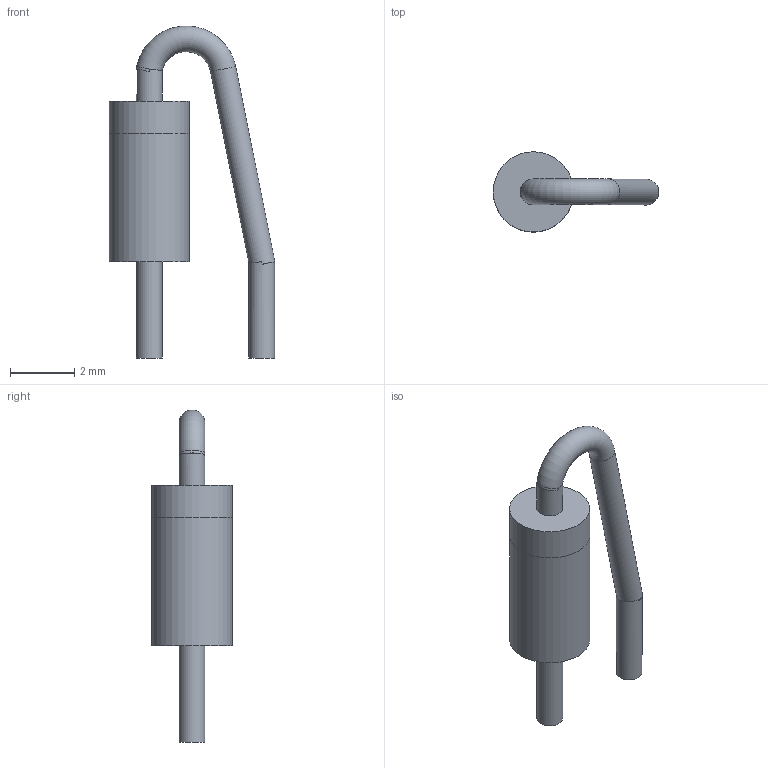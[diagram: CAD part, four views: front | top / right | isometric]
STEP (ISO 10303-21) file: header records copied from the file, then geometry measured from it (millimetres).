
FILE_DESCRIPTION(/* description */ (''),/* implementation_level */ '2;1');
FILE_NAME(/* name */ 'Untitled.step',/* time_stamp */ '2024-10-22T10:31:32+06:00',/* author */ (''),/* organization */ (''),/* preprocessor_version */ 'ST-DEVELOPER v20',/* originating_system */ 'Autodesk Translation Framework v13.20.0.188',/* authorisation */ '');
FILE_SCHEMA (('AUTOMOTIVE_DESIGN { 1 0 10303 214 3 1 1 }'));
Length unit declared in the file: millimetre
Products named in the file (1): (Unsaved)
Bounding box: 5.16 x 2.5 x 10.34 mm (x, y, z)
Volume: 32.7 mm3; surface area: 102 mm2
Topology: 4 solids, 4 shells, 19 faces, 33 edges, 22 vertices
Faces by surface type: plane 11, cylinder 7, torus 1
Full cylindrical faces by diameter (mm): 0.8 x4, 2.5 x2
Entity records: 545 total; most frequent: CARTESIAN_POINT 103, DIRECTION 94, ORIENTED_EDGE 66, AXIS2_PLACEMENT_3D 43, EDGE_CURVE 33, VERTEX_POINT 22, FACE_OUTER_BOUND 19, EDGE_LOOP 19
